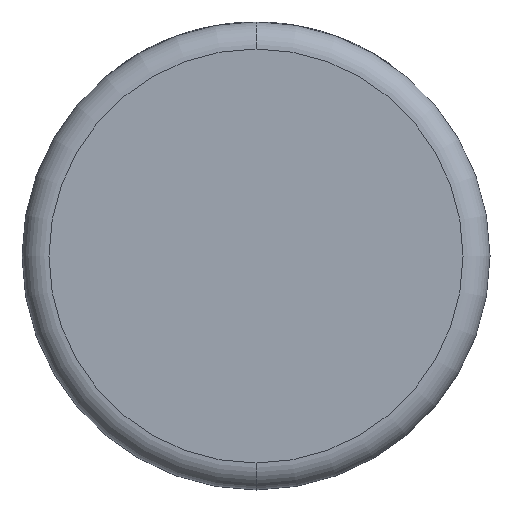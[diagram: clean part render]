
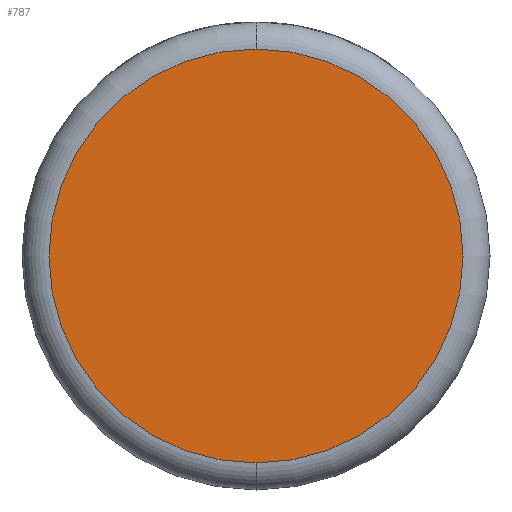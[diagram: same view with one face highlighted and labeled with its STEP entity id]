
A CAD part, front view. The second image highlights one B-rep face of the part: STEP entity #787.
In plain terms, the highlighted planar face has unit normal (0, -1, 0).
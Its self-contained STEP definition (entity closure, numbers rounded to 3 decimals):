
#9 = EDGE_LOOP ( 'NONE', ( #1871, #2683 ) ) ;
#578 = AXIS2_PLACEMENT_3D ( 'NONE', #1943, #2297, #2682 ) ;
#787 = ADVANCED_FACE ( 'NONE', ( #2893 ), #1255, .F. ) ;
#881 = DIRECTION ( 'NONE',  ( 0., 1., 0. ) ) ;
#1208 = VERTEX_POINT ( 'NONE', #2199 ) ;
#1212 = AXIS2_PLACEMENT_3D ( 'NONE', #2751, #881, #4262 ) ;
#1255 = PLANE ( 'NONE',  #1212 ) ;
#1265 = CARTESIAN_POINT ( 'NONE',  ( 0., 0., 13.714 ) ) ;
#1583 = CIRCLE ( 'NONE', #578, 13.714 ) ;
#1871 = ORIENTED_EDGE ( 'NONE', *, *, #3909, .T. ) ;
#1943 = CARTESIAN_POINT ( 'NONE',  ( 0., 0., 0. ) ) ;
#2171 = DIRECTION ( 'NONE',  ( 0., 0., 1. ) ) ;
#2199 = CARTESIAN_POINT ( 'NONE',  ( 0., 0., -13.714 ) ) ;
#2297 = DIRECTION ( 'NONE',  ( 0., -1., 0. ) ) ;
#2682 = DIRECTION ( 'NONE',  ( 0., 0., 1. ) ) ;
#2683 = ORIENTED_EDGE ( 'NONE', *, *, #4573, .T. ) ;
#2728 = AXIS2_PLACEMENT_3D ( 'NONE', #4033, #2970, #2171 ) ;
#2751 = CARTESIAN_POINT ( 'NONE',  ( 0., 0., 0. ) ) ;
#2893 = FACE_OUTER_BOUND ( 'NONE', #9, .T. ) ;
#2909 = VERTEX_POINT ( 'NONE', #1265 ) ;
#2970 = DIRECTION ( 'NONE',  ( 0., -1., 0. ) ) ;
#3909 = EDGE_CURVE ( 'NONE', #2909, #1208, #1583, .T. ) ;
#4033 = CARTESIAN_POINT ( 'NONE',  ( 0., 0., 0. ) ) ;
#4262 = DIRECTION ( 'NONE',  ( 0., 0., 1. ) ) ;
#4442 = CIRCLE ( 'NONE', #2728, 13.714 ) ;
#4573 = EDGE_CURVE ( 'NONE', #1208, #2909, #4442, .T. ) ;
